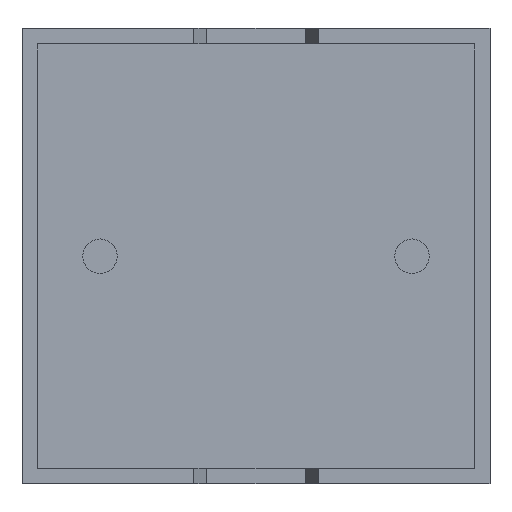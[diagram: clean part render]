
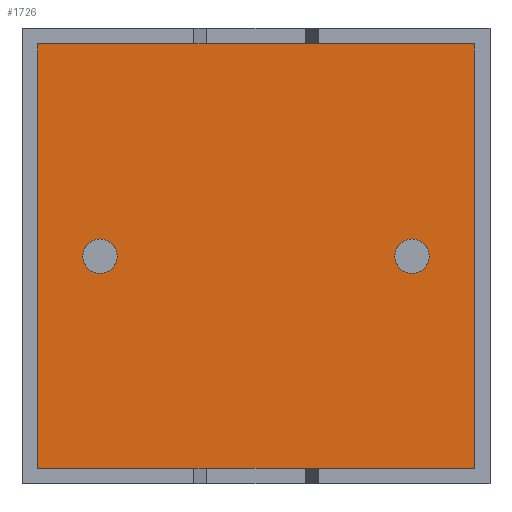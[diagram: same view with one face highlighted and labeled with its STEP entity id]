
A CAD part, front view. The second image highlights one B-rep face of the part: STEP entity #1726.
In plain terms, the highlighted planar face has unit normal (0, -1, 0).
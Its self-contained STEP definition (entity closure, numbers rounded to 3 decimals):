
#58 = AXIS2_PLACEMENT_3D ( 'NONE', #908, #1138, #1846 ) ;
#71 = DIRECTION ( 'NONE',  ( 0., 0., -1. ) ) ;
#76 = ORIENTED_EDGE ( 'NONE', *, *, #1472, .T. ) ;
#77 = CARTESIAN_POINT ( 'NONE',  ( 7.25, 0.75, 0.25 ) ) ;
#130 = CARTESIAN_POINT ( 'NONE',  ( 0.25, 0.75, 0.25 ) ) ;
#157 = ORIENTED_EDGE ( 'NONE', *, *, #2812, .T. ) ;
#250 = EDGE_CURVE ( 'NONE', #1947, #314, #537, .T. ) ;
#298 = CIRCLE ( 'NONE', #1092, 0.275 ) ;
#314 = VERTEX_POINT ( 'NONE', #130 ) ;
#367 = VECTOR ( 'NONE', #1623, 1000. ) ;
#411 = FACE_BOUND ( 'NONE', #2550, .T. ) ;
#459 = LINE ( 'NONE', #1852, #367 ) ;
#492 = CARTESIAN_POINT ( 'NONE',  ( 1.25, 0.75, 3.925 ) ) ;
#500 = ORIENTED_EDGE ( 'NONE', *, *, #2755, .F. ) ;
#537 = LINE ( 'NONE', #1241, #602 ) ;
#570 = VERTEX_POINT ( 'NONE', #1346 ) ;
#602 = VECTOR ( 'NONE', #71, 1000. ) ;
#609 = AXIS2_PLACEMENT_3D ( 'NONE', #2750, #2796, #2994 ) ;
#621 = DIRECTION ( 'NONE',  ( 0., 0., -1. ) ) ;
#637 = CARTESIAN_POINT ( 'NONE',  ( 6.25, 0.75, 3.925 ) ) ;
#702 = EDGE_CURVE ( 'NONE', #570, #1069, #1388, .T. ) ;
#721 = CARTESIAN_POINT ( 'NONE',  ( 7.25, 0.75, 0.25 ) ) ;
#901 = EDGE_LOOP ( 'NONE', ( #2205, #1076 ) ) ;
#908 = CARTESIAN_POINT ( 'NONE',  ( 1.25, 0.75, 3.65 ) ) ;
#910 = CARTESIAN_POINT ( 'NONE',  ( 6.25, 0.75, 3.65 ) ) ;
#963 = CARTESIAN_POINT ( 'NONE',  ( 0.25, 0.75, 0.25 ) ) ;
#992 = CARTESIAN_POINT ( 'NONE',  ( 6.25, 0.75, 3.65 ) ) ;
#1020 = EDGE_LOOP ( 'NONE', ( #2252, #157, #76, #2485 ) ) ;
#1039 = VERTEX_POINT ( 'NONE', #637 ) ;
#1069 = VERTEX_POINT ( 'NONE', #492 ) ;
#1076 = ORIENTED_EDGE ( 'NONE', *, *, #2927, .F. ) ;
#1092 = AXIS2_PLACEMENT_3D ( 'NONE', #910, #2056, #2304 ) ;
#1138 = DIRECTION ( 'NONE',  ( 0., -1., 0. ) ) ;
#1241 = CARTESIAN_POINT ( 'NONE',  ( 0.25, 0.75, 7.05 ) ) ;
#1346 = CARTESIAN_POINT ( 'NONE',  ( 1.25, 0.75, 3.375 ) ) ;
#1387 = AXIS2_PLACEMENT_3D ( 'NONE', #1790, #2744, #621 ) ;
#1388 = CIRCLE ( 'NONE', #58, 0.275 ) ;
#1436 = VECTOR ( 'NONE', #2166, 1000. ) ;
#1472 = EDGE_CURVE ( 'NONE', #1550, #2467, #2855, .T. ) ;
#1500 = VERTEX_POINT ( 'NONE', #1712 ) ;
#1506 = ORIENTED_EDGE ( 'NONE', *, *, #702, .F. ) ;
#1550 = VERTEX_POINT ( 'NONE', #77 ) ;
#1594 = CIRCLE ( 'NONE', #609, 0.275 ) ;
#1623 = DIRECTION ( 'NONE',  ( -1., 0., 0. ) ) ;
#1643 = EDGE_CURVE ( 'NONE', #1039, #1500, #298, .T. ) ;
#1656 = DIRECTION ( 'NONE',  ( 1., 0., 0. ) ) ;
#1712 = CARTESIAN_POINT ( 'NONE',  ( 6.25, 0.75, 3.375 ) ) ;
#1726 = ADVANCED_FACE ( 'NONE', ( #2317, #3002, #411 ), #2804, .T. ) ;
#1759 = DIRECTION ( 'NONE',  ( 0., -1., 0. ) ) ;
#1790 = CARTESIAN_POINT ( 'NONE',  ( 0., 0.75, 0. ) ) ;
#1846 = DIRECTION ( 'NONE',  ( 0., 0., -1. ) ) ;
#1852 = CARTESIAN_POINT ( 'NONE',  ( 7.25, 0.75, 7.05 ) ) ;
#1931 = DIRECTION ( 'NONE',  ( 0., 0., -1. ) ) ;
#1947 = VERTEX_POINT ( 'NONE', #2653 ) ;
#2022 = CARTESIAN_POINT ( 'NONE',  ( 7.25, 0.75, 7.05 ) ) ;
#2056 = DIRECTION ( 'NONE',  ( 0., -1., 0. ) ) ;
#2166 = DIRECTION ( 'NONE',  ( 0., 0., 1. ) ) ;
#2189 = CIRCLE ( 'NONE', #2935, 0.275 ) ;
#2205 = ORIENTED_EDGE ( 'NONE', *, *, #1643, .F. ) ;
#2252 = ORIENTED_EDGE ( 'NONE', *, *, #250, .T. ) ;
#2304 = DIRECTION ( 'NONE',  ( 0., 0., -1. ) ) ;
#2317 = FACE_BOUND ( 'NONE', #901, .T. ) ;
#2467 = VERTEX_POINT ( 'NONE', #2022 ) ;
#2485 = ORIENTED_EDGE ( 'NONE', *, *, #2798, .T. ) ;
#2550 = EDGE_LOOP ( 'NONE', ( #500, #1506 ) ) ;
#2653 = CARTESIAN_POINT ( 'NONE',  ( 0.25, 0.75, 7.05 ) ) ;
#2744 = DIRECTION ( 'NONE',  ( 0., -1., 0. ) ) ;
#2750 = CARTESIAN_POINT ( 'NONE',  ( 1.25, 0.75, 3.65 ) ) ;
#2755 = EDGE_CURVE ( 'NONE', #1069, #570, #1594, .T. ) ;
#2788 = VECTOR ( 'NONE', #1656, 1000. ) ;
#2796 = DIRECTION ( 'NONE',  ( 0., -1., 0. ) ) ;
#2798 = EDGE_CURVE ( 'NONE', #2467, #1947, #459, .T. ) ;
#2804 = PLANE ( 'NONE',  #1387 ) ;
#2812 = EDGE_CURVE ( 'NONE', #314, #1550, #3045, .T. ) ;
#2855 = LINE ( 'NONE', #721, #1436 ) ;
#2927 = EDGE_CURVE ( 'NONE', #1500, #1039, #2189, .T. ) ;
#2935 = AXIS2_PLACEMENT_3D ( 'NONE', #992, #1759, #1931 ) ;
#2994 = DIRECTION ( 'NONE',  ( 0., 0., -1. ) ) ;
#3002 = FACE_OUTER_BOUND ( 'NONE', #1020, .T. ) ;
#3045 = LINE ( 'NONE', #963, #2788 ) ;
